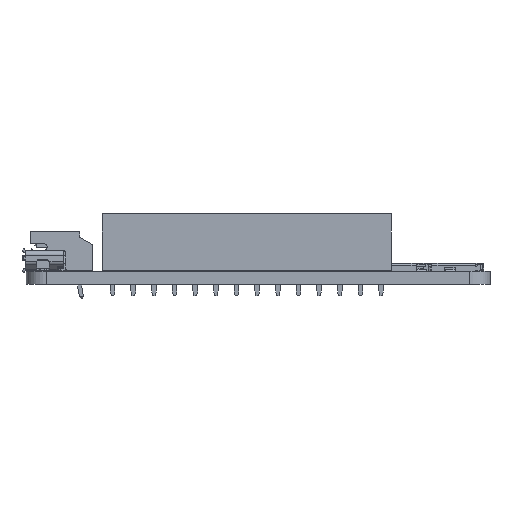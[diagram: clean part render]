
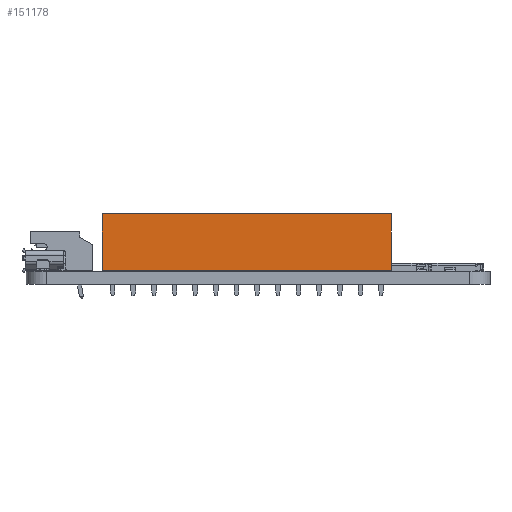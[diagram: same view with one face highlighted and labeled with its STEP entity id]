
A CAD part, left-side view. The second image highlights one B-rep face of the part: STEP entity #151178.
In plain terms, the highlighted planar face has unit normal (-1, 0, 0).
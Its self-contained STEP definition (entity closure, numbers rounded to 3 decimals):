
#146092 = PLANE('',#146093);
#146093 = AXIS2_PLACEMENT_3D('',#146094,#146095,#146096);
#146094 = CARTESIAN_POINT('',(-1.27,-34.29,0.));
#146095 = DIRECTION('',(0.,1.,0.));
#146096 = DIRECTION('',(1.,0.,0.));
#146120 = PLANE('',#146121);
#146121 = AXIS2_PLACEMENT_3D('',#146122,#146123,#146124);
#146122 = CARTESIAN_POINT('',(1.27,-34.29,7.));
#146123 = DIRECTION('',(0.,0.,-1.));
#146124 = DIRECTION('',(0.,-1.,0.));
#146148 = PLANE('',#146149);
#146149 = AXIS2_PLACEMENT_3D('',#146150,#146151,#146152);
#146150 = CARTESIAN_POINT('',(1.27,1.27,0.));
#146151 = DIRECTION('',(0.,-1.,0.));
#146152 = DIRECTION('',(-1.,0.,0.));
#146190 = VERTEX_POINT('',#146191);
#146191 = CARTESIAN_POINT('',(-1.27,-34.29,0.));
#146207 = PLANE('',#146208);
#146208 = AXIS2_PLACEMENT_3D('',#146209,#146210,#146211);
#146209 = CARTESIAN_POINT('',(1.27,-34.29,0.));
#146210 = DIRECTION('',(0.,0.,-1.));
#146211 = DIRECTION('',(0.,-1.,0.));
#146219 = EDGE_CURVE('',#146190,#146220,#146222,.T.);
#146220 = VERTEX_POINT('',#146221);
#146221 = CARTESIAN_POINT('',(-1.27,-34.29,7.));
#146222 = SURFACE_CURVE('',#146223,(#146227,#146234),.PCURVE_S1.);
#146223 = LINE('',#146224,#146225);
#146224 = CARTESIAN_POINT('',(-1.27,-34.29,0.));
#146225 = VECTOR('',#146226,1.);
#146226 = DIRECTION('',(0.,0.,1.));
#146227 = PCURVE('',#146092,#146228);
#146228 = DEFINITIONAL_REPRESENTATION('',(#146229),#146233);
#146229 = LINE('',#146230,#146231);
#146230 = CARTESIAN_POINT('',(0.,0.));
#146231 = VECTOR('',#146232,1.);
#146232 = DIRECTION('',(0.,-1.));
#146233 = ( GEOMETRIC_REPRESENTATION_CONTEXT(2) 
PARAMETRIC_REPRESENTATION_CONTEXT() REPRESENTATION_CONTEXT('2D SPACE',''
  ) );
#146234 = PCURVE('',#146235,#146240);
#146235 = PLANE('',#146236);
#146236 = AXIS2_PLACEMENT_3D('',#146237,#146238,#146239);
#146237 = CARTESIAN_POINT('',(-1.27,1.27,0.));
#146238 = DIRECTION('',(1.,0.,0.));
#146239 = DIRECTION('',(0.,-1.,0.));
#146240 = DEFINITIONAL_REPRESENTATION('',(#146241),#146245);
#146241 = LINE('',#146242,#146243);
#146242 = CARTESIAN_POINT('',(35.56,0.));
#146243 = VECTOR('',#146244,1.);
#146244 = DIRECTION('',(0.,-1.));
#146245 = ( GEOMETRIC_REPRESENTATION_CONTEXT(2) 
PARAMETRIC_REPRESENTATION_CONTEXT() REPRESENTATION_CONTEXT('2D SPACE',''
  ) );
#146402 = VERTEX_POINT('',#146403);
#146403 = CARTESIAN_POINT('',(-1.27,1.27,7.));
#146424 = EDGE_CURVE('',#146425,#146402,#146427,.T.);
#146425 = VERTEX_POINT('',#146426);
#146426 = CARTESIAN_POINT('',(-1.27,1.27,0.));
#146427 = SURFACE_CURVE('',#146428,(#146432,#146439),.PCURVE_S1.);
#146428 = LINE('',#146429,#146430);
#146429 = CARTESIAN_POINT('',(-1.27,1.27,0.));
#146430 = VECTOR('',#146431,1.);
#146431 = DIRECTION('',(0.,0.,1.));
#146432 = PCURVE('',#146148,#146433);
#146433 = DEFINITIONAL_REPRESENTATION('',(#146434),#146438);
#146434 = LINE('',#146435,#146436);
#146435 = CARTESIAN_POINT('',(2.54,0.));
#146436 = VECTOR('',#146437,1.);
#146437 = DIRECTION('',(0.,-1.));
#146438 = ( GEOMETRIC_REPRESENTATION_CONTEXT(2) 
PARAMETRIC_REPRESENTATION_CONTEXT() REPRESENTATION_CONTEXT('2D SPACE',''
  ) );
#146439 = PCURVE('',#146235,#146440);
#146440 = DEFINITIONAL_REPRESENTATION('',(#146441),#146445);
#146441 = LINE('',#146442,#146443);
#146442 = CARTESIAN_POINT('',(0.,0.));
#146443 = VECTOR('',#146444,1.);
#146444 = DIRECTION('',(0.,-1.));
#146445 = ( GEOMETRIC_REPRESENTATION_CONTEXT(2) 
PARAMETRIC_REPRESENTATION_CONTEXT() REPRESENTATION_CONTEXT('2D SPACE',''
  ) );
#146569 = EDGE_CURVE('',#146402,#146220,#146570,.T.);
#146570 = SURFACE_CURVE('',#146571,(#146575,#146582),.PCURVE_S1.);
#146571 = LINE('',#146572,#146573);
#146572 = CARTESIAN_POINT('',(-1.27,1.27,7.));
#146573 = VECTOR('',#146574,1.);
#146574 = DIRECTION('',(0.,-1.,0.));
#146575 = PCURVE('',#146120,#146576);
#146576 = DEFINITIONAL_REPRESENTATION('',(#146577),#146581);
#146577 = LINE('',#146578,#146579);
#146578 = CARTESIAN_POINT('',(-35.56,2.54));
#146579 = VECTOR('',#146580,1.);
#146580 = DIRECTION('',(1.,0.));
#146581 = ( GEOMETRIC_REPRESENTATION_CONTEXT(2) 
PARAMETRIC_REPRESENTATION_CONTEXT() REPRESENTATION_CONTEXT('2D SPACE',''
  ) );
#146582 = PCURVE('',#146235,#146583);
#146583 = DEFINITIONAL_REPRESENTATION('',(#146584),#146588);
#146584 = LINE('',#146585,#146586);
#146585 = CARTESIAN_POINT('',(0.,-7.));
#146586 = VECTOR('',#146587,1.);
#146587 = DIRECTION('',(1.,0.));
#146588 = ( GEOMETRIC_REPRESENTATION_CONTEXT(2) 
PARAMETRIC_REPRESENTATION_CONTEXT() REPRESENTATION_CONTEXT('2D SPACE',''
  ) );
#148212 = EDGE_CURVE('',#146425,#146190,#148213,.T.);
#148213 = SURFACE_CURVE('',#148214,(#148218,#148225),.PCURVE_S1.);
#148214 = LINE('',#148215,#148216);
#148215 = CARTESIAN_POINT('',(-1.27,1.27,0.));
#148216 = VECTOR('',#148217,1.);
#148217 = DIRECTION('',(0.,-1.,0.));
#148218 = PCURVE('',#146207,#148219);
#148219 = DEFINITIONAL_REPRESENTATION('',(#148220),#148224);
#148220 = LINE('',#148221,#148222);
#148221 = CARTESIAN_POINT('',(-35.56,2.54));
#148222 = VECTOR('',#148223,1.);
#148223 = DIRECTION('',(1.,0.));
#148224 = ( GEOMETRIC_REPRESENTATION_CONTEXT(2) 
PARAMETRIC_REPRESENTATION_CONTEXT() REPRESENTATION_CONTEXT('2D SPACE',''
  ) );
#148225 = PCURVE('',#146235,#148226);
#148226 = DEFINITIONAL_REPRESENTATION('',(#148227),#148231);
#148227 = LINE('',#148228,#148229);
#148228 = CARTESIAN_POINT('',(0.,0.));
#148229 = VECTOR('',#148230,1.);
#148230 = DIRECTION('',(1.,0.));
#148231 = ( GEOMETRIC_REPRESENTATION_CONTEXT(2) 
PARAMETRIC_REPRESENTATION_CONTEXT() REPRESENTATION_CONTEXT('2D SPACE',''
  ) );
#151178 = ADVANCED_FACE('',(#151179),#146235,.F.);
#151179 = FACE_BOUND('',#151180,.F.);
#151180 = EDGE_LOOP('',(#151181,#151182,#151183,#151184));
#151181 = ORIENTED_EDGE('',*,*,#146424,.T.);
#151182 = ORIENTED_EDGE('',*,*,#146569,.T.);
#151183 = ORIENTED_EDGE('',*,*,#146219,.F.);
#151184 = ORIENTED_EDGE('',*,*,#148212,.F.);
